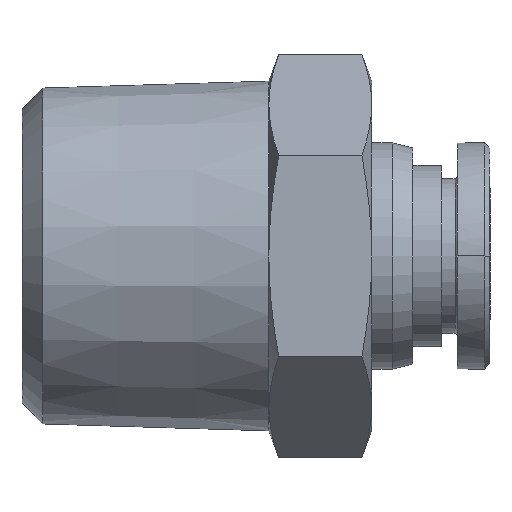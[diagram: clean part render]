
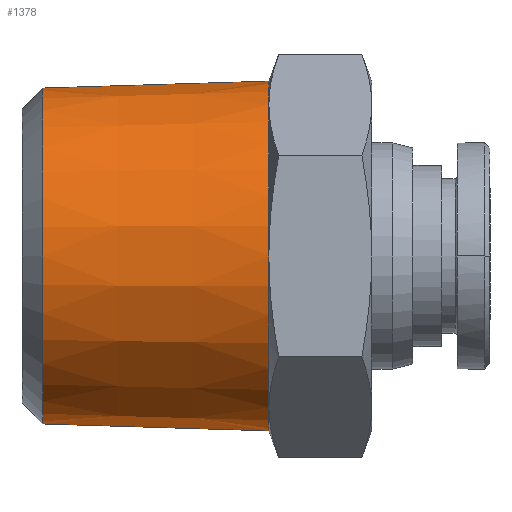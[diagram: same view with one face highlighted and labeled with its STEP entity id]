
A CAD part, front view. The second image highlights one B-rep face of the part: STEP entity #1378.
In plain terms, the highlighted conical face has half-angle 1.754 degrees and reference radius 8.5 mm.
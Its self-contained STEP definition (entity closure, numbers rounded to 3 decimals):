
#39 = FACE_OUTER_BOUND ( 'NONE', #8168, .T. ) ;
#140 = EDGE_CURVE ( 'NONE', #10437, #1485, #8810, .T. ) ;
#203 = CIRCLE ( 'NONE', #1654, 8.163 ) ;
#369 = DIRECTION ( 'NONE',  ( -1., 0., 0. ) ) ;
#707 = CIRCLE ( 'NONE', #10302, 8.5 ) ;
#887 = DIRECTION ( 'NONE',  ( -1., 0., 0. ) ) ;
#1232 = CARTESIAN_POINT ( 'NONE',  ( 21.247, 8.787, -3.812 ) ) ;
#1378 = ADVANCED_FACE ( 'NONE', ( #39 ), #2480, .T. ) ;
#1423 = EDGE_CURVE ( 'NONE', #10437, #9268, #203, .T. ) ;
#1485 = VERTEX_POINT ( 'NONE', #6677 ) ;
#1654 = AXIS2_PLACEMENT_3D ( 'NONE', #5848, #5675, #10843 ) ;
#1664 = DIRECTION ( 'NONE',  ( -1., 0., 0. ) ) ;
#2369 = DIRECTION ( 'NONE',  ( 0., 0., 1. ) ) ;
#2480 = CONICAL_SURFACE ( 'NONE', #9013, 8.5, 0.031 ) ;
#2587 = CARTESIAN_POINT ( 'NONE',  ( 21.247, 17.287, -12.312 ) ) ;
#2690 = DIRECTION ( 'NONE',  ( 1., 0., 0.031 ) ) ;
#2760 = VERTEX_POINT ( 'NONE', #4391 ) ;
#2831 = CIRCLE ( 'NONE', #5483, 8.5 ) ;
#3092 = CIRCLE ( 'NONE', #11075, 8.5 ) ;
#3576 = DIRECTION ( 'NONE',  ( 1., 0., -0.031 ) ) ;
#4391 = CARTESIAN_POINT ( 'NONE',  ( 21.247, 13.037, -11.174 ) ) ;
#4627 = CARTESIAN_POINT ( 'NONE',  ( 21.247, 17.287, 4.688 ) ) ;
#4854 = CIRCLE ( 'NONE', #9258, 8.5 ) ;
#4869 = DIRECTION ( 'NONE',  ( -1., 0., 0. ) ) ;
#5243 = CARTESIAN_POINT ( 'NONE',  ( 21.247, 17.287, -3.812 ) ) ;
#5483 = AXIS2_PLACEMENT_3D ( 'NONE', #5243, #369, #2369 ) ;
#5620 = DIRECTION ( 'NONE',  ( 1., 0., 0. ) ) ;
#5675 = DIRECTION ( 'NONE',  ( 1., 0., 0. ) ) ;
#5848 = CARTESIAN_POINT ( 'NONE',  ( 10.246, 17.287, -3.812 ) ) ;
#6204 = VERTEX_POINT ( 'NONE', #12084 ) ;
#6544 = DIRECTION ( 'NONE',  ( 0., 0., -1. ) ) ;
#6677 = CARTESIAN_POINT ( 'NONE',  ( 21.247, 17.287, 4.688 ) ) ;
#6705 = DIRECTION ( 'NONE',  ( 0., 0., 1. ) ) ;
#7241 = VECTOR ( 'NONE', #2690, 1000. ) ;
#7247 = ORIENTED_EDGE ( 'NONE', *, *, #11124, .T. ) ;
#7729 = ORIENTED_EDGE ( 'NONE', *, *, #12573, .T. ) ;
#7863 = DIRECTION ( 'NONE',  ( 0., 0., 1. ) ) ;
#7975 = CARTESIAN_POINT ( 'NONE',  ( 10.246, 17.287, 4.351 ) ) ;
#8168 = EDGE_LOOP ( 'NONE', ( #9099, #8940, #8992, #12498, #11899, #7247, #7729 ) ) ;
#8810 = LINE ( 'NONE', #4627, #7241 ) ;
#8842 = VERTEX_POINT ( 'NONE', #11230 ) ;
#8885 = VERTEX_POINT ( 'NONE', #1232 ) ;
#8940 = ORIENTED_EDGE ( 'NONE', *, *, #1423, .T. ) ;
#8992 = ORIENTED_EDGE ( 'NONE', *, *, #9342, .T. ) ;
#9013 = AXIS2_PLACEMENT_3D ( 'NONE', #9498, #5620, #6544 ) ;
#9099 = ORIENTED_EDGE ( 'NONE', *, *, #140, .F. ) ;
#9258 = AXIS2_PLACEMENT_3D ( 'NONE', #11808, #887, #7863 ) ;
#9268 = VERTEX_POINT ( 'NONE', #11088 ) ;
#9342 = EDGE_CURVE ( 'NONE', #9268, #8842, #10559, .T. ) ;
#9498 = CARTESIAN_POINT ( 'NONE',  ( 21.247, 17.287, -3.812 ) ) ;
#10302 = AXIS2_PLACEMENT_3D ( 'NONE', #12686, #1664, #6705 ) ;
#10336 = EDGE_CURVE ( 'NONE', #2760, #8885, #707, .T. ) ;
#10437 = VERTEX_POINT ( 'NONE', #7975 ) ;
#10559 = LINE ( 'NONE', #2587, #10710 ) ;
#10710 = VECTOR ( 'NONE', #3576, 1000. ) ;
#10843 = DIRECTION ( 'NONE',  ( 0., 0., 1. ) ) ;
#10895 = CARTESIAN_POINT ( 'NONE',  ( 21.247, 17.287, -3.812 ) ) ;
#11075 = AXIS2_PLACEMENT_3D ( 'NONE', #10895, #4869, #11893 ) ;
#11088 = CARTESIAN_POINT ( 'NONE',  ( 10.246, 17.287, -11.976 ) ) ;
#11124 = EDGE_CURVE ( 'NONE', #8885, #6204, #3092, .T. ) ;
#11230 = CARTESIAN_POINT ( 'NONE',  ( 21.247, 17.287, -12.312 ) ) ;
#11808 = CARTESIAN_POINT ( 'NONE',  ( 21.247, 17.287, -3.812 ) ) ;
#11893 = DIRECTION ( 'NONE',  ( 0., 0., 1. ) ) ;
#11899 = ORIENTED_EDGE ( 'NONE', *, *, #10336, .T. ) ;
#12084 = CARTESIAN_POINT ( 'NONE',  ( 21.247, 13.037, 3.549 ) ) ;
#12498 = ORIENTED_EDGE ( 'NONE', *, *, #12783, .T. ) ;
#12573 = EDGE_CURVE ( 'NONE', #6204, #1485, #4854, .T. ) ;
#12686 = CARTESIAN_POINT ( 'NONE',  ( 21.247, 17.287, -3.812 ) ) ;
#12783 = EDGE_CURVE ( 'NONE', #8842, #2760, #2831, .T. ) ;
